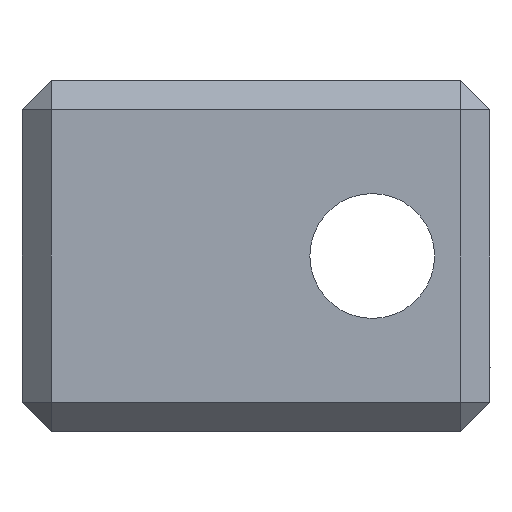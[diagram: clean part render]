
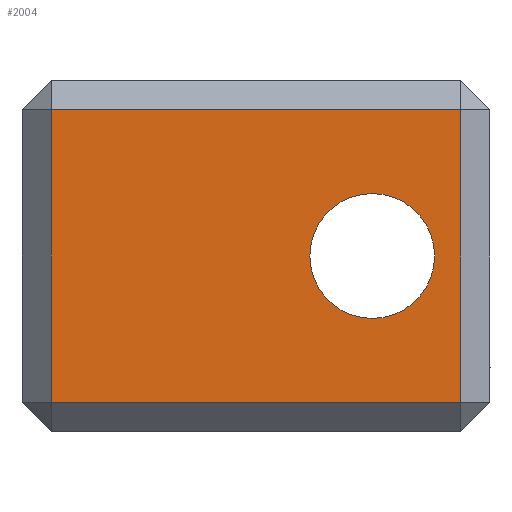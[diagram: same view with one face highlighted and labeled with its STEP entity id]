
A CAD part, front view. The second image highlights one B-rep face of the part: STEP entity #2004.
In plain terms, the highlighted planar face has unit normal (0, -1, 0).
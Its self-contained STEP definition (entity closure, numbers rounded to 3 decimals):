
#57=FACE_BOUND('',#284,.T.);
#103=CIRCLE('',#2168,1.6);
#174=FACE_OUTER_BOUND('',#283,.T.);
#283=EDGE_LOOP('',(#1486,#1487,#1488,#1489));
#284=EDGE_LOOP('',(#1490));
#425=LINE('',#3013,#643);
#433=LINE('',#3029,#651);
#435=LINE('',#3032,#653);
#437=LINE('',#3035,#655);
#643=VECTOR('',#2389,10.);
#651=VECTOR('',#2403,10.);
#653=VECTOR('',#2407,10.);
#655=VECTOR('',#2411,10.);
#832=VERTEX_POINT('',#2975);
#837=VERTEX_POINT('',#2988);
#842=VERTEX_POINT('',#3001);
#847=VERTEX_POINT('',#3017);
#919=VERTEX_POINT('',#3178);
#1058=EDGE_CURVE('',#832,#842,#425,.T.);
#1066=EDGE_CURVE('',#842,#847,#433,.T.);
#1068=EDGE_CURVE('',#847,#837,#435,.T.);
#1070=EDGE_CURVE('',#837,#832,#437,.T.);
#1142=EDGE_CURVE('',#919,#919,#103,.T.);
#1486=ORIENTED_EDGE('',*,*,#1058,.F.);
#1487=ORIENTED_EDGE('',*,*,#1070,.F.);
#1488=ORIENTED_EDGE('',*,*,#1068,.F.);
#1489=ORIENTED_EDGE('',*,*,#1066,.F.);
#1490=ORIENTED_EDGE('',*,*,#1142,.T.);
#1937=PLANE('',#2167);
#2004=ADVANCED_FACE('',(#174,#57),#1937,.T.);
#2167=AXIS2_PLACEMENT_3D('',#3177,#2527,#2528);
#2168=AXIS2_PLACEMENT_3D('',#3179,#2529,#2530);
#2389=DIRECTION('',(0.,0.,1.));
#2403=DIRECTION('',(1.,0.,0.));
#2407=DIRECTION('',(0.,0.,-1.));
#2411=DIRECTION('',(-1.,0.,0.));
#2527=DIRECTION('center_axis',(0.,-1.,0.));
#2528=DIRECTION('ref_axis',(1.,0.,0.));
#2529=DIRECTION('center_axis',(0.,1.,0.));
#2530=DIRECTION('ref_axis',(1.,0.,0.));
#2975=CARTESIAN_POINT('',(95.,188.506,0.75));
#2988=CARTESIAN_POINT('',(105.5,188.506,0.75));
#3001=CARTESIAN_POINT('',(95.,188.506,8.25));
#3013=CARTESIAN_POINT('',(95.,188.506,6.5));
#3017=CARTESIAN_POINT('',(105.5,188.506,8.25));
#3029=CARTESIAN_POINT('',(100.25,188.506,8.25));
#3032=CARTESIAN_POINT('',(105.5,188.506,6.5));
#3035=CARTESIAN_POINT('',(100.25,188.506,0.75));
#3177=CARTESIAN_POINT('Origin',(100.25,188.506,4.5));
#3178=CARTESIAN_POINT('',(101.63,188.506,4.5));
#3179=CARTESIAN_POINT('Origin',(103.23,188.506,4.5));
